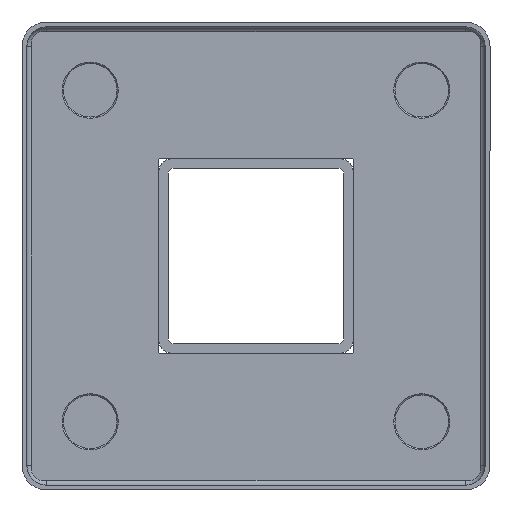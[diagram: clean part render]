
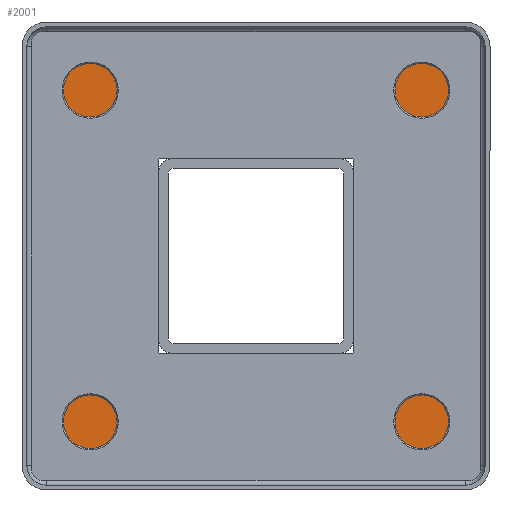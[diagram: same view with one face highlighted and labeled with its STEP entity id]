
A CAD part, front view. The second image highlights one B-rep face of the part: STEP entity #2001.
In plain terms, the highlighted face is planar.
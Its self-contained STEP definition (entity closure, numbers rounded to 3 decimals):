
#43 = AXIS2_PLACEMENT_3D ( 'NONE', #3678, #2202, #3420 ) ;
#49 = DIRECTION ( 'NONE',  ( 0., 0., 1. ) ) ;
#50 = CARTESIAN_POINT ( 'NONE',  ( 43., -45., 19. ) ) ;
#125 = DIRECTION ( 'NONE',  ( 0., 0., 1. ) ) ;
#126 = CIRCLE ( 'NONE', #3293, 2. ) ;
#141 = DIRECTION ( 'NONE',  ( 0., -1., 0. ) ) ;
#164 = VERTEX_POINT ( 'NONE', #3107 ) ;
#185 = EDGE_CURVE ( 'NONE', #300, #1759, #3470, .T. ) ;
#206 = EDGE_CURVE ( 'NONE', #1522, #2728, #1079, .T. ) ;
#250 = VERTEX_POINT ( 'NONE', #3158 ) ;
#272 = VECTOR ( 'NONE', #562, 1000. ) ;
#295 = ORIENTED_EDGE ( 'NONE', *, *, #857, .F. ) ;
#300 = VERTEX_POINT ( 'NONE', #1681 ) ;
#336 = EDGE_CURVE ( 'NONE', #528, #497, #3508, .T. ) ;
#424 = EDGE_CURVE ( 'NONE', #1858, #1208, #1125, .T. ) ;
#451 = ORIENTED_EDGE ( 'NONE', *, *, #2786, .T. ) ;
#471 = ORIENTED_EDGE ( 'NONE', *, *, #2638, .T. ) ;
#497 = VERTEX_POINT ( 'NONE', #3130 ) ;
#528 = VERTEX_POINT ( 'NONE', #3721 ) ;
#553 = DIRECTION ( 'NONE',  ( 0., 0., -1. ) ) ;
#560 = DIRECTION ( 'NONE',  ( -1., 0., 0. ) ) ;
#562 = DIRECTION ( 'NONE',  ( 0., -1., 0. ) ) ;
#565 = CARTESIAN_POINT ( 'NONE',  ( -20.25, 18.75, 19. ) ) ;
#581 = VERTEX_POINT ( 'NONE', #1353 ) ;
#594 = EDGE_CURVE ( 'NONE', #1208, #581, #3853, .T. ) ;
#597 = DIRECTION ( 'NONE',  ( 1., 0., 0. ) ) ;
#647 = CARTESIAN_POINT ( 'NONE',  ( -45., 43., 19. ) ) ;
#690 = LINE ( 'NONE', #2047, #272 ) ;
#794 = CIRCLE ( 'NONE', #908, 2. ) ;
#817 = ORIENTED_EDGE ( 'NONE', *, *, #1636, .T. ) ;
#845 = LINE ( 'NONE', #3644, #1838 ) ;
#857 = EDGE_CURVE ( 'NONE', #1522, #1600, #2855, .T. ) ;
#879 = CIRCLE ( 'NONE', #3126, 1.5 ) ;
#900 = VECTOR ( 'NONE', #1591, 1000. ) ;
#906 = ORIENTED_EDGE ( 'NONE', *, *, #2181, .T. ) ;
#908 = AXIS2_PLACEMENT_3D ( 'NONE', #3649, #1223, #3633 ) ;
#955 = ORIENTED_EDGE ( 'NONE', *, *, #206, .T. ) ;
#963 = ORIENTED_EDGE ( 'NONE', *, *, #2547, .T. ) ;
#993 = VERTEX_POINT ( 'NONE', #565 ) ;
#1052 = AXIS2_PLACEMENT_3D ( 'NONE', #3490, #2157, #3061 ) ;
#1079 = CIRCLE ( 'NONE', #1597, 2. ) ;
#1125 = LINE ( 'NONE', #3626, #3051 ) ;
#1142 = DIRECTION ( 'NONE',  ( 0., 0., 1. ) ) ;
#1154 = VECTOR ( 'NONE', #3441, 1000. ) ;
#1161 = EDGE_CURVE ( 'NONE', #164, #1489, #845, .T. ) ;
#1181 = PLANE ( 'NONE',  #1052 ) ;
#1184 = EDGE_LOOP ( 'NONE', ( #906, #1802, #2477, #471, #3369, #1590, #2473, #3814 ) ) ;
#1208 = VERTEX_POINT ( 'NONE', #3036 ) ;
#1223 = DIRECTION ( 'NONE',  ( 0., 0., -1. ) ) ;
#1303 = AXIS2_PLACEMENT_3D ( 'NONE', #1876, #125, #3363 ) ;
#1348 = EDGE_CURVE ( 'NONE', #250, #993, #1536, .T. ) ;
#1349 = CARTESIAN_POINT ( 'NONE',  ( 0., 20.25, 19. ) ) ;
#1353 = CARTESIAN_POINT ( 'NONE',  ( 18.75, 20.25, 19. ) ) ;
#1390 = FACE_BOUND ( 'NONE', #1184, .T. ) ;
#1427 = CIRCLE ( 'NONE', #43, 2. ) ;
#1450 = DIRECTION ( 'NONE',  ( 1., 0., 0. ) ) ;
#1481 = EDGE_CURVE ( 'NONE', #1609, #2728, #3704, .T. ) ;
#1489 = VERTEX_POINT ( 'NONE', #1623 ) ;
#1508 = CARTESIAN_POINT ( 'NONE',  ( 18.75, -18.75, 19. ) ) ;
#1522 = VERTEX_POINT ( 'NONE', #3726 ) ;
#1536 = CIRCLE ( 'NONE', #1303, 1.5 ) ;
#1540 = VECTOR ( 'NONE', #2541, 1000. ) ;
#1572 = CARTESIAN_POINT ( 'NONE',  ( -43., -43., 19. ) ) ;
#1590 = ORIENTED_EDGE ( 'NONE', *, *, #594, .T. ) ;
#1591 = DIRECTION ( 'NONE',  ( 0., 1., 0. ) ) ;
#1597 = AXIS2_PLACEMENT_3D ( 'NONE', #1572, #2504, #1887 ) ;
#1600 = VERTEX_POINT ( 'NONE', #50 ) ;
#1609 = VERTEX_POINT ( 'NONE', #647 ) ;
#1614 = CARTESIAN_POINT ( 'NONE',  ( 45., 43., 19. ) ) ;
#1623 = CARTESIAN_POINT ( 'NONE',  ( 18.75, -20.25, 19. ) ) ;
#1624 = ORIENTED_EDGE ( 'NONE', *, *, #1481, .F. ) ;
#1636 = EDGE_CURVE ( 'NONE', #300, #1600, #794, .T. ) ;
#1681 = CARTESIAN_POINT ( 'NONE',  ( 45., -43., 19. ) ) ;
#1759 = VERTEX_POINT ( 'NONE', #1614 ) ;
#1772 = CARTESIAN_POINT ( 'NONE',  ( -20.25, -18.75, 19. ) ) ;
#1802 = ORIENTED_EDGE ( 'NONE', *, *, #3182, .T. ) ;
#1838 = VECTOR ( 'NONE', #3312, 1000. ) ;
#1858 = VERTEX_POINT ( 'NONE', #3826 ) ;
#1876 = CARTESIAN_POINT ( 'NONE',  ( -18.75, 18.75, 19. ) ) ;
#1887 = DIRECTION ( 'NONE',  ( 1., 0., 0. ) ) ;
#1908 = VECTOR ( 'NONE', #141, 1000. ) ;
#1913 = CARTESIAN_POINT ( 'NONE',  ( 45., 0., 19. ) ) ;
#1915 = CARTESIAN_POINT ( 'NONE',  ( -45., -43., 19. ) ) ;
#2001 = ADVANCED_FACE ( 'NONE', ( #1390, #2797 ), #1181, .F. ) ;
#2047 = CARTESIAN_POINT ( 'NONE',  ( -20.25, 0., 19. ) ) ;
#2080 = CARTESIAN_POINT ( 'NONE',  ( -43., 43., 19. ) ) ;
#2087 = CIRCLE ( 'NONE', #2450, 1.5 ) ;
#2157 = DIRECTION ( 'NONE',  ( 0., 0., 1. ) ) ;
#2181 = EDGE_CURVE ( 'NONE', #993, #2551, #690, .T. ) ;
#2202 = DIRECTION ( 'NONE',  ( 0., 0., -1. ) ) ;
#2239 = DIRECTION ( 'NONE',  ( 0., 1., 0. ) ) ;
#2262 = EDGE_LOOP ( 'NONE', ( #451, #3517, #817, #295, #955, #1624, #963, #3155 ) ) ;
#2292 = VECTOR ( 'NONE', #560, 1000. ) ;
#2405 = DIRECTION ( 'NONE',  ( 1., 0., 0. ) ) ;
#2450 = AXIS2_PLACEMENT_3D ( 'NONE', #2963, #1142, #3845 ) ;
#2473 = ORIENTED_EDGE ( 'NONE', *, *, #2908, .T. ) ;
#2477 = ORIENTED_EDGE ( 'NONE', *, *, #1161, .T. ) ;
#2504 = DIRECTION ( 'NONE',  ( 0., 0., -1. ) ) ;
#2541 = DIRECTION ( 'NONE',  ( 1., 0., 0. ) ) ;
#2547 = EDGE_CURVE ( 'NONE', #1609, #497, #126, .T. ) ;
#2551 = VERTEX_POINT ( 'NONE', #1772 ) ;
#2638 = EDGE_CURVE ( 'NONE', #1489, #1858, #879, .T. ) ;
#2728 = VERTEX_POINT ( 'NONE', #1915 ) ;
#2786 = EDGE_CURVE ( 'NONE', #528, #1759, #1427, .T. ) ;
#2797 = FACE_OUTER_BOUND ( 'NONE', #2262, .T. ) ;
#2855 = LINE ( 'NONE', #3428, #1540 ) ;
#2908 = EDGE_CURVE ( 'NONE', #581, #250, #2982, .T. ) ;
#2963 = CARTESIAN_POINT ( 'NONE',  ( -18.75, -18.75, 19. ) ) ;
#2982 = LINE ( 'NONE', #1349, #1154 ) ;
#3036 = CARTESIAN_POINT ( 'NONE',  ( 20.25, 18.75, 19. ) ) ;
#3051 = VECTOR ( 'NONE', #2239, 1000. ) ;
#3061 = DIRECTION ( 'NONE',  ( 1., 0., 0. ) ) ;
#3107 = CARTESIAN_POINT ( 'NONE',  ( -18.75, -20.25, 19. ) ) ;
#3126 = AXIS2_PLACEMENT_3D ( 'NONE', #1508, #49, #2405 ) ;
#3130 = CARTESIAN_POINT ( 'NONE',  ( -43., 45., 19. ) ) ;
#3155 = ORIENTED_EDGE ( 'NONE', *, *, #336, .F. ) ;
#3158 = CARTESIAN_POINT ( 'NONE',  ( -18.75, 20.25, 19. ) ) ;
#3160 = AXIS2_PLACEMENT_3D ( 'NONE', #3263, #3233, #1450 ) ;
#3182 = EDGE_CURVE ( 'NONE', #2551, #164, #2087, .T. ) ;
#3233 = DIRECTION ( 'NONE',  ( 0., 0., 1. ) ) ;
#3263 = CARTESIAN_POINT ( 'NONE',  ( 18.75, 18.75, 19. ) ) ;
#3293 = AXIS2_PLACEMENT_3D ( 'NONE', #2080, #553, #597 ) ;
#3312 = DIRECTION ( 'NONE',  ( 1., 0., 0. ) ) ;
#3363 = DIRECTION ( 'NONE',  ( 1., 0., 0. ) ) ;
#3369 = ORIENTED_EDGE ( 'NONE', *, *, #424, .T. ) ;
#3420 = DIRECTION ( 'NONE',  ( 1., 0., 0. ) ) ;
#3428 = CARTESIAN_POINT ( 'NONE',  ( 0., -45., 19. ) ) ;
#3441 = DIRECTION ( 'NONE',  ( -1., 0., 0. ) ) ;
#3470 = LINE ( 'NONE', #1913, #900 ) ;
#3490 = CARTESIAN_POINT ( 'NONE',  ( 0., 0., 19. ) ) ;
#3508 = LINE ( 'NONE', #3755, #2292 ) ;
#3517 = ORIENTED_EDGE ( 'NONE', *, *, #185, .F. ) ;
#3626 = CARTESIAN_POINT ( 'NONE',  ( 20.25, 0., 19. ) ) ;
#3633 = DIRECTION ( 'NONE',  ( 1., 0., 0. ) ) ;
#3644 = CARTESIAN_POINT ( 'NONE',  ( 0., -20.25, 19. ) ) ;
#3649 = CARTESIAN_POINT ( 'NONE',  ( 43., -43., 19. ) ) ;
#3678 = CARTESIAN_POINT ( 'NONE',  ( 43., 43., 19. ) ) ;
#3704 = LINE ( 'NONE', #3741, #1908 ) ;
#3721 = CARTESIAN_POINT ( 'NONE',  ( 43., 45., 19. ) ) ;
#3726 = CARTESIAN_POINT ( 'NONE',  ( -43., -45., 19. ) ) ;
#3741 = CARTESIAN_POINT ( 'NONE',  ( -45., 0., 19. ) ) ;
#3755 = CARTESIAN_POINT ( 'NONE',  ( 0., 45., 19. ) ) ;
#3814 = ORIENTED_EDGE ( 'NONE', *, *, #1348, .T. ) ;
#3826 = CARTESIAN_POINT ( 'NONE',  ( 20.25, -18.75, 19. ) ) ;
#3845 = DIRECTION ( 'NONE',  ( 1., 0., 0. ) ) ;
#3853 = CIRCLE ( 'NONE', #3160, 1.5 ) ;
